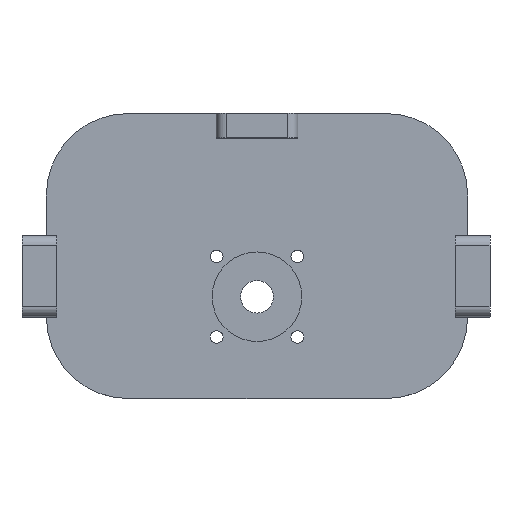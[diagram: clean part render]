
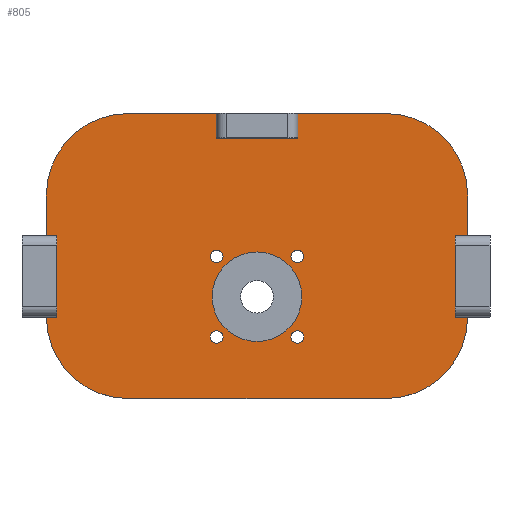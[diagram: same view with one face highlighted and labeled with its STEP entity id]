
A CAD part, top view. The second image highlights one B-rep face of the part: STEP entity #805.
In plain terms, the highlighted face is planar.
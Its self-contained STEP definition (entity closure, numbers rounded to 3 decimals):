
#23=FACE_BOUND('',#119,.T.);
#24=FACE_BOUND('',#120,.T.);
#25=FACE_BOUND('',#121,.T.);
#26=FACE_BOUND('',#122,.T.);
#27=FACE_BOUND('',#123,.T.);
#47=PLANE('',#874);
#72=FACE_OUTER_BOUND('',#118,.T.);
#118=EDGE_LOOP('',(#615,#616,#617,#618,#619,#620,#621,#622,#623,#624,#625,
#626,#627,#628,#629,#630,#631,#632));
#119=EDGE_LOOP('',(#633));
#120=EDGE_LOOP('',(#634));
#121=EDGE_LOOP('',(#635));
#122=EDGE_LOOP('',(#636));
#123=EDGE_LOOP('',(#637));
#164=LINE('',#1192,#241);
#172=LINE('',#1211,#249);
#175=LINE('',#1223,#252);
#177=LINE('',#1229,#254);
#189=LINE('',#1253,#266);
#196=LINE('',#1274,#273);
#197=LINE('',#1279,#274);
#198=LINE('',#1282,#275);
#199=LINE('',#1284,#276);
#200=LINE('',#1288,#277);
#201=LINE('',#1290,#278);
#202=LINE('',#1292,#279);
#203=LINE('',#1294,#280);
#204=LINE('',#1296,#281);
#241=VECTOR('',#948,10.);
#249=VECTOR('',#966,10.);
#252=VECTOR('',#975,10.);
#254=VECTOR('',#981,10.);
#266=VECTOR('',#999,10.);
#273=VECTOR('',#1020,10.);
#274=VECTOR('',#1025,10.);
#275=VECTOR('',#1028,10.);
#276=VECTOR('',#1029,10.);
#277=VECTOR('',#1032,10.);
#278=VECTOR('',#1033,10.);
#279=VECTOR('',#1034,10.);
#280=VECTOR('',#1035,10.);
#281=VECTOR('',#1036,10.);
#326=CIRCLE('',#875,20.);
#327=CIRCLE('',#876,20.);
#328=CIRCLE('',#877,20.);
#329=CIRCLE('',#878,20.);
#330=CIRCLE('',#879,1.55);
#331=CIRCLE('',#880,1.55);
#332=CIRCLE('',#881,1.55);
#333=CIRCLE('',#882,1.55);
#334=CIRCLE('',#883,11.);
#358=VERTEX_POINT('',#1189);
#359=VERTEX_POINT('',#1191);
#365=VERTEX_POINT('',#1209);
#370=VERTEX_POINT('',#1220);
#371=VERTEX_POINT('',#1222);
#373=VERTEX_POINT('',#1228);
#381=VERTEX_POINT('',#1250);
#382=VERTEX_POINT('',#1252);
#390=VERTEX_POINT('',#1276);
#391=VERTEX_POINT('',#1278);
#392=VERTEX_POINT('',#1281);
#393=VERTEX_POINT('',#1283);
#394=VERTEX_POINT('',#1285);
#395=VERTEX_POINT('',#1287);
#396=VERTEX_POINT('',#1289);
#397=VERTEX_POINT('',#1291);
#398=VERTEX_POINT('',#1293);
#399=VERTEX_POINT('',#1295);
#400=VERTEX_POINT('',#1298);
#401=VERTEX_POINT('',#1300);
#402=VERTEX_POINT('',#1302);
#403=VERTEX_POINT('',#1304);
#404=VERTEX_POINT('',#1306);
#435=EDGE_CURVE('',#359,#358,#164,.T.);
#445=EDGE_CURVE('',#358,#365,#172,.T.);
#450=EDGE_CURVE('',#371,#370,#175,.T.);
#453=EDGE_CURVE('',#373,#371,#177,.T.);
#465=EDGE_CURVE('',#381,#382,#189,.T.);
#476=EDGE_CURVE('',#381,#359,#196,.T.);
#477=EDGE_CURVE('',#390,#365,#326,.T.);
#478=EDGE_CURVE('',#391,#390,#197,.T.);
#479=EDGE_CURVE('',#373,#391,#327,.T.);
#480=EDGE_CURVE('',#370,#392,#198,.T.);
#481=EDGE_CURVE('',#393,#392,#199,.T.);
#482=EDGE_CURVE('',#394,#393,#328,.T.);
#483=EDGE_CURVE('',#395,#394,#200,.T.);
#484=EDGE_CURVE('',#395,#396,#201,.T.);
#485=EDGE_CURVE('',#396,#397,#202,.T.);
#486=EDGE_CURVE('',#397,#398,#203,.T.);
#487=EDGE_CURVE('',#399,#398,#204,.T.);
#488=EDGE_CURVE('',#382,#399,#329,.T.);
#489=EDGE_CURVE('',#400,#400,#330,.T.);
#490=EDGE_CURVE('',#401,#401,#331,.T.);
#491=EDGE_CURVE('',#402,#402,#332,.T.);
#492=EDGE_CURVE('',#403,#403,#333,.T.);
#493=EDGE_CURVE('',#404,#404,#334,.T.);
#615=ORIENTED_EDGE('',*,*,#476,.T.);
#616=ORIENTED_EDGE('',*,*,#435,.T.);
#617=ORIENTED_EDGE('',*,*,#445,.T.);
#618=ORIENTED_EDGE('',*,*,#477,.F.);
#619=ORIENTED_EDGE('',*,*,#478,.F.);
#620=ORIENTED_EDGE('',*,*,#479,.F.);
#621=ORIENTED_EDGE('',*,*,#453,.T.);
#622=ORIENTED_EDGE('',*,*,#450,.T.);
#623=ORIENTED_EDGE('',*,*,#480,.T.);
#624=ORIENTED_EDGE('',*,*,#481,.F.);
#625=ORIENTED_EDGE('',*,*,#482,.F.);
#626=ORIENTED_EDGE('',*,*,#483,.F.);
#627=ORIENTED_EDGE('',*,*,#484,.T.);
#628=ORIENTED_EDGE('',*,*,#485,.T.);
#629=ORIENTED_EDGE('',*,*,#486,.T.);
#630=ORIENTED_EDGE('',*,*,#487,.F.);
#631=ORIENTED_EDGE('',*,*,#488,.F.);
#632=ORIENTED_EDGE('',*,*,#465,.F.);
#633=ORIENTED_EDGE('',*,*,#489,.F.);
#634=ORIENTED_EDGE('',*,*,#490,.F.);
#635=ORIENTED_EDGE('',*,*,#491,.F.);
#636=ORIENTED_EDGE('',*,*,#492,.F.);
#637=ORIENTED_EDGE('',*,*,#493,.T.);
#805=ADVANCED_FACE('',(#72,#23,#24,#25,#26,#27),#47,.F.);
#874=AXIS2_PLACEMENT_3D('',#1275,#1021,#1022);
#875=AXIS2_PLACEMENT_3D('',#1277,#1023,#1024);
#876=AXIS2_PLACEMENT_3D('',#1280,#1026,#1027);
#877=AXIS2_PLACEMENT_3D('',#1286,#1030,#1031);
#878=AXIS2_PLACEMENT_3D('',#1297,#1037,#1038);
#879=AXIS2_PLACEMENT_3D('',#1299,#1039,#1040);
#880=AXIS2_PLACEMENT_3D('',#1301,#1041,#1042);
#881=AXIS2_PLACEMENT_3D('',#1303,#1043,#1044);
#882=AXIS2_PLACEMENT_3D('',#1305,#1045,#1046);
#883=AXIS2_PLACEMENT_3D('',#1307,#1047,#1048);
#948=DIRECTION('',(0.,-1.,0.));
#966=DIRECTION('',(1.,0.,0.));
#975=DIRECTION('',(0.,1.,0.));
#981=DIRECTION('',(1.,0.,0.));
#999=DIRECTION('',(0.,1.,0.));
#1020=DIRECTION('',(-1.,0.,0.));
#1021=DIRECTION('center_axis',(0.,0.,1.));
#1022=DIRECTION('ref_axis',(1.,0.,0.));
#1023=DIRECTION('center_axis',(0.,0.,1.));
#1024=DIRECTION('ref_axis',(0.707,-0.707,0.));
#1025=DIRECTION('',(1.,0.,0.));
#1026=DIRECTION('center_axis',(0.,0.,1.));
#1027=DIRECTION('ref_axis',(-0.707,-0.707,0.));
#1028=DIRECTION('',(-1.,0.,0.));
#1029=DIRECTION('',(0.,-1.,0.));
#1030=DIRECTION('center_axis',(0.,0.,1.));
#1031=DIRECTION('ref_axis',(-0.707,0.707,0.));
#1032=DIRECTION('',(-1.,0.,0.));
#1033=DIRECTION('',(0.,-1.,0.));
#1034=DIRECTION('',(1.,0.,0.));
#1035=DIRECTION('',(0.,1.,0.));
#1036=DIRECTION('',(-1.,0.,0.));
#1037=DIRECTION('center_axis',(0.,0.,1.));
#1038=DIRECTION('ref_axis',(0.707,0.707,0.));
#1039=DIRECTION('center_axis',(0.,0.,-1.));
#1040=DIRECTION('ref_axis',(1.,0.,0.));
#1041=DIRECTION('center_axis',(0.,0.,-1.));
#1042=DIRECTION('ref_axis',(1.,0.,0.));
#1043=DIRECTION('center_axis',(0.,0.,-1.));
#1044=DIRECTION('ref_axis',(1.,0.,0.));
#1045=DIRECTION('center_axis',(0.,0.,-1.));
#1046=DIRECTION('ref_axis',(1.,0.,0.));
#1047=DIRECTION('center_axis',(0.,0.,1.));
#1048=DIRECTION('ref_axis',(1.,0.,0.));
#1189=CARTESIAN_POINT('',(101.,10.,18.));
#1191=CARTESIAN_POINT('',(101.,30.,18.));
#1192=CARTESIAN_POINT('',(101.,25.,18.));
#1209=CARTESIAN_POINT('',(103.5,10.,18.));
#1211=CARTESIAN_POINT('',(77.875,10.,18.));
#1220=CARTESIAN_POINT('',(3.,30.,18.));
#1222=CARTESIAN_POINT('',(3.,10.,18.));
#1223=CARTESIAN_POINT('',(3.,25.,18.));
#1228=CARTESIAN_POINT('',(0.,10.,18.));
#1229=CARTESIAN_POINT('',(25.875,10.,18.));
#1250=CARTESIAN_POINT('',(103.5,30.,18.));
#1252=CARTESIAN_POINT('',(103.5,40.,18.));
#1253=CARTESIAN_POINT('',(103.5,15.,18.));
#1274=CARTESIAN_POINT('',(77.875,30.,18.));
#1275=CARTESIAN_POINT('Origin',(51.75,30.,18.));
#1276=CARTESIAN_POINT('',(83.5,-10.,18.));
#1277=CARTESIAN_POINT('Origin',(83.5,10.,18.));
#1278=CARTESIAN_POINT('',(20.,-10.,18.));
#1279=CARTESIAN_POINT('',(25.875,-10.,18.));
#1280=CARTESIAN_POINT('Origin',(20.,10.,18.));
#1281=CARTESIAN_POINT('',(0.,30.,18.));
#1282=CARTESIAN_POINT('',(25.875,30.,18.));
#1283=CARTESIAN_POINT('',(0.,40.,18.));
#1284=CARTESIAN_POINT('',(0.,45.,18.));
#1285=CARTESIAN_POINT('',(20.,60.,18.));
#1286=CARTESIAN_POINT('Origin',(20.,40.,18.));
#1287=CARTESIAN_POINT('',(41.75,60.,18.));
#1288=CARTESIAN_POINT('',(77.625,60.,18.));
#1289=CARTESIAN_POINT('',(41.75,54.,18.));
#1290=CARTESIAN_POINT('',(41.75,45.,18.));
#1291=CARTESIAN_POINT('',(61.75,54.,18.));
#1292=CARTESIAN_POINT('',(51.75,54.,18.));
#1293=CARTESIAN_POINT('',(61.75,60.,18.));
#1294=CARTESIAN_POINT('',(61.75,45.,18.));
#1295=CARTESIAN_POINT('',(83.5,60.,18.));
#1296=CARTESIAN_POINT('',(77.625,60.,18.));
#1297=CARTESIAN_POINT('Origin',(83.5,40.,18.));
#1298=CARTESIAN_POINT('',(40.301,5.101,18.));
#1299=CARTESIAN_POINT('Origin',(41.851,5.101,18.));
#1300=CARTESIAN_POINT('',(60.099,24.899,18.));
#1301=CARTESIAN_POINT('Origin',(61.649,24.899,18.));
#1302=CARTESIAN_POINT('',(40.301,24.899,18.));
#1303=CARTESIAN_POINT('Origin',(41.851,24.899,18.));
#1304=CARTESIAN_POINT('',(60.099,5.101,18.));
#1305=CARTESIAN_POINT('Origin',(61.649,5.101,18.));
#1306=CARTESIAN_POINT('',(40.75,15.,18.));
#1307=CARTESIAN_POINT('Origin',(51.75,15.,18.));
